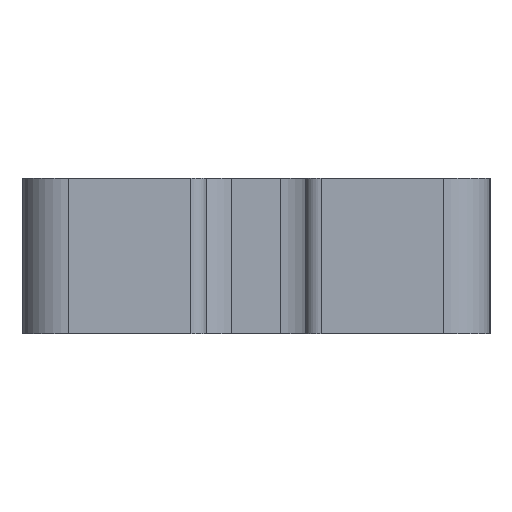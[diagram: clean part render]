
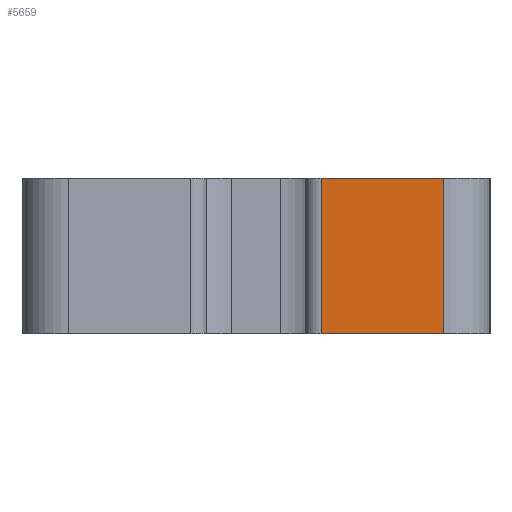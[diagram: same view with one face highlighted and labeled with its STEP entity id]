
A CAD part, left-side view. The second image highlights one B-rep face of the part: STEP entity #5659.
In plain terms, the highlighted planar face has unit normal (-1, 0, 0).
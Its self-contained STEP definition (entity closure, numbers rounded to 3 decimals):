
#5601=CARTESIAN_POINT('',(-79.175,3.,10.0));
#5602=VERTEX_POINT('',#5601);
#5610=CARTESIAN_POINT('',(-79.175,3.,0.0));
#5611=VERTEX_POINT('',#5610);
#5612=CARTESIAN_POINT('',(-79.175,3.,0.0));
#5613=DIRECTION('',(0.0,0.0,1.0));
#5614=VECTOR('',#5613,10.0);
#5615=LINE('',#5612,#5614);
#5616=EDGE_CURVE('',#5611,#5602,#5615,.T.);
#5629=CARTESIAN_POINT('',(-79.175,3.,0.0));
#5630=DIRECTION('',(-1.0,0.0,0.0));
#5631=DIRECTION('',(0.0,0.0,1.0));
#5632=AXIS2_PLACEMENT_3D('',#5629,#5630,#5631);
#5633=PLANE('',#5632);
#5634=CARTESIAN_POINT('',(-79.175,10.825,10.0));
#5635=VERTEX_POINT('',#5634);
#5636=CARTESIAN_POINT('',(-79.175,3.,10.0));
#5637=DIRECTION('',(0.0,1.0,0.0));
#5638=VECTOR('',#5637,7.825);
#5639=LINE('',#5636,#5638);
#5640=EDGE_CURVE('',#5602,#5635,#5639,.T.);
#5641=ORIENTED_EDGE('',*,*,#5640,.T.);
#5642=CARTESIAN_POINT('',(-79.175,10.825,0.0));
#5643=VERTEX_POINT('',#5642);
#5644=CARTESIAN_POINT('',(-79.175,10.825,0.0));
#5645=DIRECTION('',(0.0,0.0,1.0));
#5646=VECTOR('',#5645,10.0);
#5647=LINE('',#5644,#5646);
#5648=EDGE_CURVE('',#5643,#5635,#5647,.T.);
#5649=ORIENTED_EDGE('',*,*,#5648,.F.);
#5650=CARTESIAN_POINT('',(-79.175,10.825,0.0));
#5651=DIRECTION('',(0.0,-1.0,0.0));
#5652=VECTOR('',#5651,7.825);
#5653=LINE('',#5650,#5652);
#5654=EDGE_CURVE('',#5643,#5611,#5653,.T.);
#5655=ORIENTED_EDGE('',*,*,#5654,.T.);
#5656=ORIENTED_EDGE('',*,*,#5616,.T.);
#5657=EDGE_LOOP('',(#5641,#5649,#5655,#5656));
#5658=FACE_OUTER_BOUND('',#5657,.T.);
#5659=ADVANCED_FACE('',(#5658),#5633,.T.);
